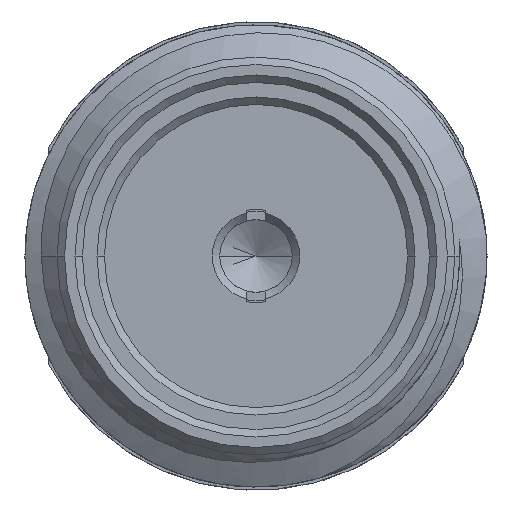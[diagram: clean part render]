
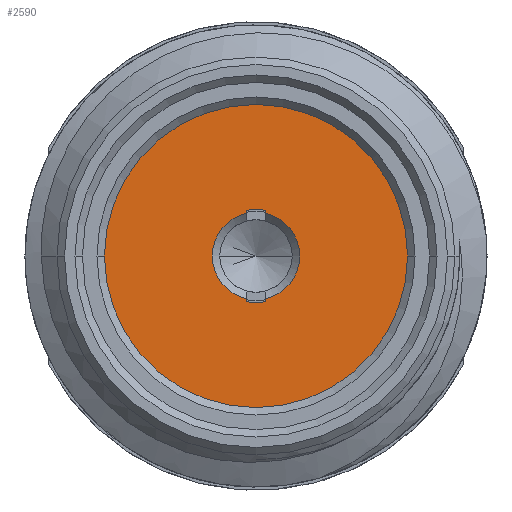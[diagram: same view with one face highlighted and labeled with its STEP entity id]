
A CAD part, left-side view. The second image highlights one B-rep face of the part: STEP entity #2590.
In plain terms, the highlighted planar face has unit normal (-1, 0, 0).
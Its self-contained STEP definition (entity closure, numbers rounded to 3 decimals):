
#51=CARTESIAN_POINT('',(2.11,0.,0.));
#52=DIRECTION('',(1.,0.,0.));
#53=DIRECTION('',(0.,1.,0.));
#54=AXIS2_PLACEMENT_3D('',#51,#52,#53);
#61=DIRECTION('',(0.,0.,-1.));
#62=VECTOR('',#61,0.041);
#63=CARTESIAN_POINT('',(2.11,-0.125,-0.571));
#64=LINE('',#63,#62);
#65=DIRECTION('',(0.,0.,-1.));
#66=VECTOR('',#65,0.041);
#67=CARTESIAN_POINT('',(2.11,-0.125,0.612));
#68=LINE('',#67,#66);
#69=DIRECTION('',(0.,0.,-1.));
#70=VECTOR('',#69,0.041);
#71=CARTESIAN_POINT('',(2.11,0.125,0.612));
#72=LINE('',#71,#70);
#73=DIRECTION('',(0.,0.,-1.));
#74=VECTOR('',#73,0.041);
#75=CARTESIAN_POINT('',(2.11,0.125,-0.571));
#76=LINE('',#75,#74);
#77=CARTESIAN_POINT('',(2.11,0.,0.));
#78=DIRECTION('',(1.,0.,0.));
#79=DIRECTION('',(0.,-1.,0.));
#80=AXIS2_PLACEMENT_3D('',#77,#78,#79);
#108=CARTESIAN_POINT('',(2.11,0.,0.));
#109=DIRECTION('',(1.,0.,0.));
#110=DIRECTION('',(0.,-0.2,-0.98));
#111=AXIS2_PLACEMENT_3D('',#108,#109,#110);
#129=CARTESIAN_POINT('',(2.11,-0.125,-0.571));
#159=CARTESIAN_POINT('',(2.11,0.125,-0.571));
#169=CARTESIAN_POINT('',(2.11,0.,0.));
#170=DIRECTION('',(1.,0.,0.));
#171=DIRECTION('',(0.,0.214,-0.977));
#172=AXIS2_PLACEMENT_3D('',#169,#170,#171);
#182=CARTESIAN_POINT('',(2.11,0.125,0.571));
#212=CARTESIAN_POINT('',(2.11,-0.125,0.571));
#226=CARTESIAN_POINT('',(2.11,0.,0.));
#227=DIRECTION('',(1.,0.,0.));
#228=DIRECTION('',(0.,0.2,0.98));
#229=AXIS2_PLACEMENT_3D('',#226,#227,#228);
#244=CARTESIAN_POINT('',(2.11,0.,0.));
#245=DIRECTION('',(1.,0.,0.));
#246=DIRECTION('',(0.,-0.214,0.977));
#247=AXIS2_PLACEMENT_3D('',#244,#245,#246);
#2392=CARTESIAN_POINT('',(2.11,2.03,0.));
#2393=CARTESIAN_POINT('',(2.11,-2.03,0.));
#2394=VERTEX_POINT('',#2392);
#2395=VERTEX_POINT('',#2393);
#2422=VERTEX_POINT('',#129);
#2423=VERTEX_POINT('',#159);
#2424=VERTEX_POINT('',#212);
#2425=VERTEX_POINT('',#182);
#2450=CARTESIAN_POINT('',(2.11,0.125,0.612));
#2451=VERTEX_POINT('',#2450);
#2452=CARTESIAN_POINT('',(2.11,0.125,-0.612));
#2453=VERTEX_POINT('',#2452);
#2454=CARTESIAN_POINT('',(2.11,-0.125,-0.612));
#2455=VERTEX_POINT('',#2454);
#2456=CARTESIAN_POINT('',(2.11,-0.125,0.612));
#2457=VERTEX_POINT('',#2456);
#2562=CARTESIAN_POINT('',(2.11,0.,0.));
#2563=DIRECTION('',(1.,0.,0.));
#2564=DIRECTION('',(0.,0.,-1.));
#2565=AXIS2_PLACEMENT_3D('',#2562,#2563,#2564);
#2566=PLANE('',#2565);
#2567=ORIENTED_EDGE('',*,*,#2552,.T.);
#2569=ORIENTED_EDGE('',*,*,#2568,.T.);
#2570=EDGE_LOOP('',(#2567,#2569));
#2571=FACE_OUTER_BOUND('',#2570,.F.);
#2573=ORIENTED_EDGE('',*,*,#2572,.F.);
#2575=ORIENTED_EDGE('',*,*,#2574,.F.);
#2577=ORIENTED_EDGE('',*,*,#2576,.F.);
#2579=ORIENTED_EDGE('',*,*,#2578,.F.);
#2581=ORIENTED_EDGE('',*,*,#2580,.F.);
#2583=ORIENTED_EDGE('',*,*,#2582,.T.);
#2585=ORIENTED_EDGE('',*,*,#2584,.F.);
#2587=ORIENTED_EDGE('',*,*,#2586,.T.);
#2588=EDGE_LOOP('',(#2573,#2575,#2577,#2579,#2581,#2583,#2585,#2587));
#2589=FACE_BOUND('',#2588,.F.);
#2590=ADVANCED_FACE('',(#2571,#2589),#2566,.F.);
#55=CIRCLE('',#54,2.03);
#81=CIRCLE('',#80,2.03);
#112=CIRCLE('',#111,0.625);
#173=CIRCLE('',#172,0.585);
#230=CIRCLE('',#229,0.625);
#248=CIRCLE('',#247,0.585);
#2552=EDGE_CURVE('',#2394,#2395,#55,.T.);
#2568=EDGE_CURVE('',#2395,#2394,#81,.T.);
#2572=EDGE_CURVE('',#2455,#2453,#112,.T.);
#2574=EDGE_CURVE('',#2422,#2455,#64,.T.);
#2576=EDGE_CURVE('',#2424,#2422,#248,.T.);
#2578=EDGE_CURVE('',#2457,#2424,#68,.T.);
#2580=EDGE_CURVE('',#2451,#2457,#230,.T.);
#2582=EDGE_CURVE('',#2451,#2425,#72,.T.);
#2584=EDGE_CURVE('',#2423,#2425,#173,.T.);
#2586=EDGE_CURVE('',#2423,#2453,#76,.T.);
